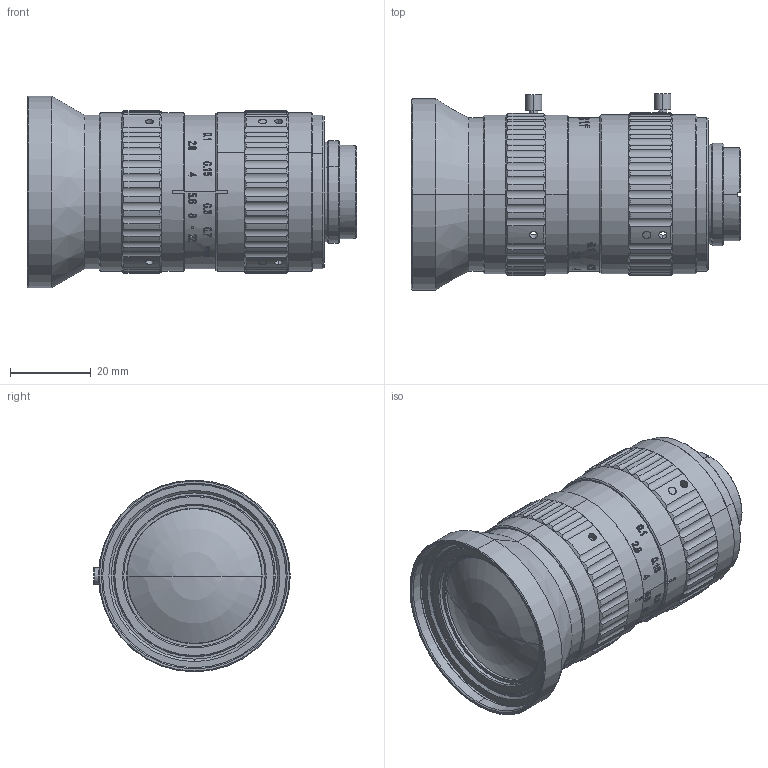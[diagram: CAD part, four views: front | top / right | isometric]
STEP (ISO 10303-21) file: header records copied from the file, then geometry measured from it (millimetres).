
FILE_DESCRIPTION(('FreeCAD Model'),'2;1');
FILE_NAME('Open CASCADE Shape Model','2025-01-22T15:44:53',(''),(''), 'Open CASCADE STEP processor 7.8','FreeCAD','Unknown');
FILE_SCHEMA(('AUTOMOTIVE_DESIGN { 1 0 10303 214 1 1 1 1 }'));
Length unit declared in the file: millimetre
Products named in the file (25): VA-LCM-25MP-12MM-F2.8-110; 505_AF0; 201_AF0_ASM; 501_AF0; 301_AF0; 511_AF0; 504_AF0; 506_AF0; 507_AF0; 508_AF0; 203_AF0_ASM; 503_AF0; 303_AF002; 303_AF0; 303_AF001; 513_AF0; M1440_AF0; M1440_AF1; M1440_AF2; 513_AF001; 531_AF0; M1440_AF3; M1440_AF4; M1440_AF5; GB4636A-521_AF0
Assembly tree (24 placements, depth 4):
  VA-LCM-25MP-12MM-F2.8-110
    505_AF0
    201_AF0_ASM
      501_AF0
      301_AF0
      511_AF0
    504_AF0
    506_AF0
    507_AF0
    508_AF0
    203_AF0_ASM
      503_AF0
      303_AF002
        303_AF0
        303_AF001
      513_AF0
    M1440_AF0
    M1440_AF1
    M1440_AF2
    513_AF001
    531_AF0
    M1440_AF3
    M1440_AF4
    M1440_AF5
    GB4636A-521_AF0
Bounding box: 81.56 x 48.68 x 47.5 mm (x, y, z)
Volume: 18978.9 mm3; surface area: 29167 mm2
Topology: 21 solids, 21 shells, 1200 faces, 3128 edges, 2039 vertices
Faces by surface type: cylinder 339, extrusion 317, plane 224, bspline 169, cone 147, sphere 2, torus 2
Entity records: 50504 total; most frequent: CARTESIAN_POINT 22765, ORIENTED_EDGE 6244, DIRECTION 4330, EDGE_CURVE 3122, VERTEX_POINT 2039, B_SPLINE_CURVE_WITH_KNOTS 1574, VECTOR 1512, AXIS2_PLACEMENT_3D 1409
